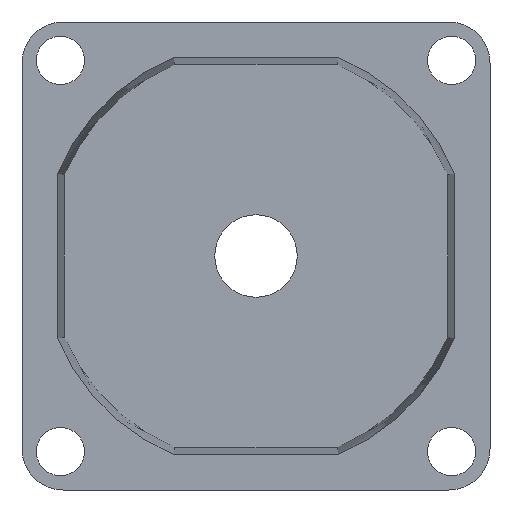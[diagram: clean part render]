
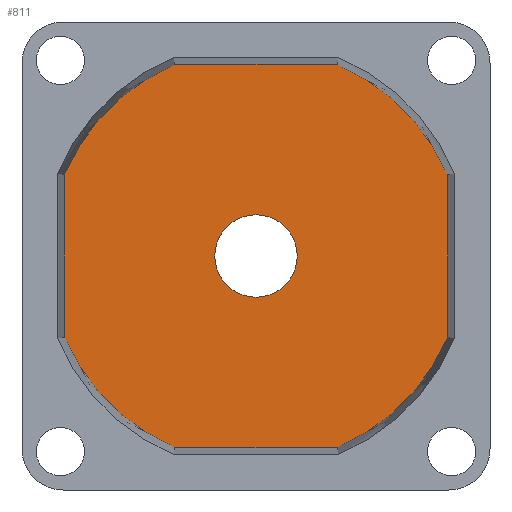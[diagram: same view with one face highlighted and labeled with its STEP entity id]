
A CAD part, left-side view. The second image highlights one B-rep face of the part: STEP entity #811.
In plain terms, the highlighted planar face has unit normal (-1, 0, 0).
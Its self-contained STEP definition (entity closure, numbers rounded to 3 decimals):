
#119=CARTESIAN_POINT('POINT2640',(32.7,0.,
   -7.));
#120=VERTEX_POINT('VERTEX2640',#119);
#128=CARTESIAN_POINT('POINT2641',(32.7,0.,
   7.));
#129=VERTEX_POINT('VERTEX2641',#128);
#136=CARTESIAN_POINT('POS4419',(32.7,0.,0.
   ));
#137=DIRECTION('DIR6430',(1.,0.,0.));
#138=DIRECTION('DIR6431',(0.,0.,-1.));
#139=AXIS2_PLACEMENT_3D('AXIS2012',#136,#137,#138);
#140=CIRCLE('ELLIPSE764',#139,7.);
#141=EDGE_CURVE('EDGE4180',#120,#129,#140,.T.);
#152=EDGE_CURVE('EDGE4181',#129,#120,#140,.T.);
#732=ORIENTED_EDGE('COEDGE8433',*,*,#152,.T.);
#733=ORIENTED_EDGE('COEDGE8434',*,*,#141,.T.);
#734=EDGE_LOOP('NONE',(#732,#733));
#735=FACE_BOUND('LOOP1',#734,.T.);
#736=CARTESIAN_POINT('POINT2680',(32.7,13.79,
   -32.558));
#737=VERTEX_POINT('VERTEX2680',#736);
#738=CARTESIAN_POINT('POINT2681',(32.7,-13.79,
   -32.558));
#739=VERTEX_POINT('VERTEX2681',#738);
#740=CARTESIAN_POINT('POS4491',(32.7,-14.02,
   -32.558));
#741=DIRECTION('DIR6530',(0.,-1.,0.));
#742=VECTOR('VEC2452',#741,1.);
#743=LINE('STRAIGHT2452',#740,#742);
#744=EDGE_CURVE('EDGE4235',#737,#739,#743,.T.);
#745=ORIENTED_EDGE('COEDGE8435',*,*,#744,.T.);
#746=CARTESIAN_POINT('POINT2682',(32.7,-32.558,
   -13.79));
#747=VERTEX_POINT('VERTEX2682',#746);
#748=CARTESIAN_POINT('POS4492',(32.7,0.,
   0.));
#749=DIRECTION('DIR6531',(-1.,0.,0.));
#750=DIRECTION('DIR6532',(0.,-0.923,
   -0.384));
#751=AXIS2_PLACEMENT_3D('AXIS2040',#748,#749,#750);
#752=CIRCLE('ELLIPSE773',#751,35.358);
#753=EDGE_CURVE('EDGE4236',#739,#747,#752,.T.);
#754=ORIENTED_EDGE('COEDGE8436',*,*,#753,.T.);
#755=CARTESIAN_POINT('POINT2683',(32.7,-32.558,
   13.79));
#756=VERTEX_POINT('VERTEX2683',#755);
#757=CARTESIAN_POINT('POS4493',(32.7,-32.558,
   14.02));
#758=DIRECTION('DIR6533',(0.,0.,1.));
#759=VECTOR('VEC2453',#758,1.);
#760=LINE('STRAIGHT2453',#757,#759);
#761=EDGE_CURVE('EDGE4237',#747,#756,#760,.T.);
#762=ORIENTED_EDGE('COEDGE8437',*,*,#761,.T.);
#763=CARTESIAN_POINT('POINT2684',(32.7,-13.79,
   32.558));
#764=VERTEX_POINT('VERTEX2684',#763);
#765=CARTESIAN_POINT('POS4494',(32.7,0.,
   0.));
#766=DIRECTION('DIR6534',(-1.,0.,
   0.));
#767=DIRECTION('DIR6535',(0.,-0.384,
   0.923));
#768=AXIS2_PLACEMENT_3D('AXIS2041',#765,#766,#767);
#769=CIRCLE('ELLIPSE774',#768,35.358);
#770=EDGE_CURVE('EDGE4238',#756,#764,#769,.T.);
#771=ORIENTED_EDGE('COEDGE8438',*,*,#770,.T.);
#772=CARTESIAN_POINT('POINT2685',(32.7,13.79,
   32.558));
#773=VERTEX_POINT('VERTEX2685',#772);
#774=CARTESIAN_POINT('POS4495',(32.7,14.02,
   32.558));
#775=DIRECTION('DIR6536',(0.,1.,
   0.));
#776=VECTOR('VEC2454',#775,1.);
#777=LINE('STRAIGHT2454',#774,#776);
#778=EDGE_CURVE('EDGE4239',#764,#773,#777,.T.);
#779=ORIENTED_EDGE('COEDGE8439',*,*,#778,.T.);
#780=CARTESIAN_POINT('POINT2686',(32.7,32.558,
   13.79));
#781=VERTEX_POINT('VERTEX2686',#780);
#782=CARTESIAN_POINT('POS4496',(32.7,0.,
   0.));
#783=DIRECTION('DIR6537',(-1.,0.,0.));
#784=DIRECTION('DIR6538',(0.,0.923,
   0.384));
#785=AXIS2_PLACEMENT_3D('AXIS2042',#782,#783,#784);
#786=CIRCLE('ELLIPSE775',#785,35.358);
#787=EDGE_CURVE('EDGE4240',#773,#781,#786,.T.);
#788=ORIENTED_EDGE('COEDGE8440',*,*,#787,.T.);
#789=CARTESIAN_POINT('POINT2687',(32.7,32.558,
   -13.79));
#790=VERTEX_POINT('VERTEX2687',#789);
#791=CARTESIAN_POINT('POS4497',(32.7,32.558,
   -14.02));
#792=DIRECTION('DIR6539',(0.,0.,-1.));
#793=VECTOR('VEC2455',#792,1.);
#794=LINE('STRAIGHT2455',#791,#793);
#795=EDGE_CURVE('EDGE4241',#781,#790,#794,.T.);
#796=ORIENTED_EDGE('COEDGE8441',*,*,#795,.T.);
#797=CARTESIAN_POINT('POS4498',(32.7,0.,
   0.));
#798=DIRECTION('DIR6540',(-1.,0.,
   0.));
#799=DIRECTION('DIR6541',(0.,0.384,
   -0.923));
#800=AXIS2_PLACEMENT_3D('AXIS2043',#797,#798,#799);
#801=CIRCLE('ELLIPSE776',#800,35.358);
#802=EDGE_CURVE('EDGE4242',#790,#737,#801,.T.);
#803=ORIENTED_EDGE('COEDGE8442',*,*,#802,.T.);
#804=EDGE_LOOP('NONE',(#745,#754,#762,#771,#779,#788,#796,#803));
#805=FACE_BOUND('LOOP1',#804,.T.);
#806=CARTESIAN_POINT('POS4499',(32.7,0.,
   0.));
#807=DIRECTION('DIR6542',(1.,0.,0.));
#808=DIRECTION('DIR6543',(0.,1.,0.));
#809=AXIS2_PLACEMENT_3D('AXIS2044',#806,#807,#808);
#810=PLANE('PLANE910',#809);
#811=ADVANCED_FACE('FACE1724',(#735,#805),#810,.F.);
